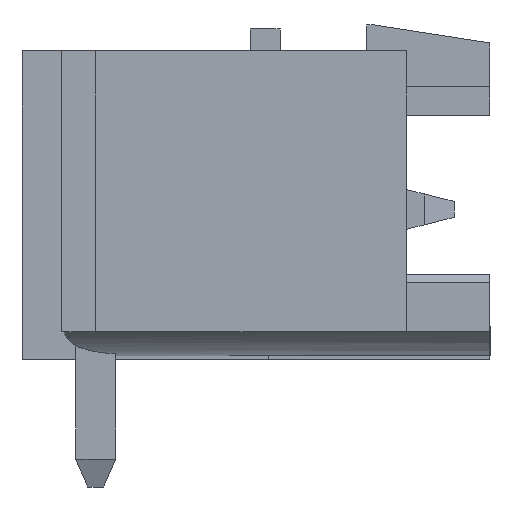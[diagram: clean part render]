
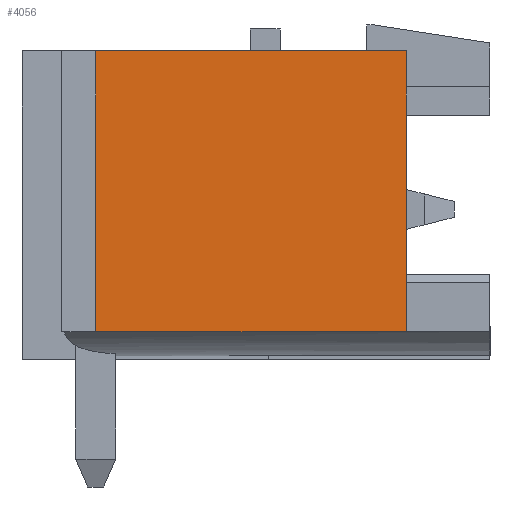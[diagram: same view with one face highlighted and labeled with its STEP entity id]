
A CAD part, left-side view. The second image highlights one B-rep face of the part: STEP entity #4056.
In plain terms, the highlighted planar face has unit normal (-1, 0, 0).
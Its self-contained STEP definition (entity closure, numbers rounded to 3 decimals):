
#4036=AXIS2_PLACEMENT_3D('Plane Axis2P3D',#4033,#4034,#4035) ;
#283=CARTESIAN_POINT('Vertex',(0.,9.9,10.95)) ;
#286=CARTESIAN_POINT('Line Origine',(0.,6.,10.95)) ;
#290=CARTESIAN_POINT('Vertex',(0.,2.1,10.95)) ;
#4018=CARTESIAN_POINT('Vertex',(0.,9.9,3.9)) ;
#4021=CARTESIAN_POINT('Line Origine',(0.,9.9,7.425)) ;
#4033=CARTESIAN_POINT('Axis2P3D Location',(0.,2.1,0.)) ;
#4038=CARTESIAN_POINT('Line Origine',(0.,6.,3.9)) ;
#4042=CARTESIAN_POINT('Vertex',(0.,2.1,3.9)) ;
#4045=CARTESIAN_POINT('Line Origine',(0.,2.1,7.425)) ;
#287=DIRECTION('Vector Direction',(0.,1.,0.)) ;
#4022=DIRECTION('Vector Direction',(0.,0.,1.)) ;
#4034=DIRECTION('Axis2P3D Direction',(1.,0.,0.)) ;
#4035=DIRECTION('Axis2P3D XDirection',(0.,1.,0.)) ;
#4039=DIRECTION('Vector Direction',(0.,1.,0.)) ;
#4046=DIRECTION('Vector Direction',(0.,0.,1.)) ;
#288=VECTOR('Line Direction',#287,1.) ;
#4023=VECTOR('Line Direction',#4022,1.) ;
#4040=VECTOR('Line Direction',#4039,1.) ;
#4047=VECTOR('Line Direction',#4046,1.) ;
#4051=ORIENTED_EDGE('',*,*,#4025,.F.) ;
#4052=ORIENTED_EDGE('',*,*,#4044,.T.) ;
#4053=ORIENTED_EDGE('',*,*,#4049,.T.) ;
#4054=ORIENTED_EDGE('',*,*,#292,.F.) ;
#4056=ADVANCED_FACE('Housing-B',(#4055),#4037,.F.) ;
#292=EDGE_CURVE('',#284,#291,#289,.F.) ;
#4025=EDGE_CURVE('',#4019,#284,#4024,.T.) ;
#4044=EDGE_CURVE('',#4019,#4043,#4041,.F.) ;
#4049=EDGE_CURVE('',#4043,#291,#4048,.T.) ;
#4050=EDGE_LOOP('',(#4051,#4052,#4053,#4054)) ;
#4055=FACE_OUTER_BOUND('',#4050,.T.) ;
#289=LINE('Line',#286,#288) ;
#4024=LINE('Line',#4021,#4023) ;
#4041=LINE('Line',#4038,#4040) ;
#4048=LINE('Line',#4045,#4047) ;
#4037=PLANE('',#4036) ;
#284=VERTEX_POINT('',#283) ;
#291=VERTEX_POINT('',#290) ;
#4019=VERTEX_POINT('',#4018) ;
#4043=VERTEX_POINT('',#4042) ;
